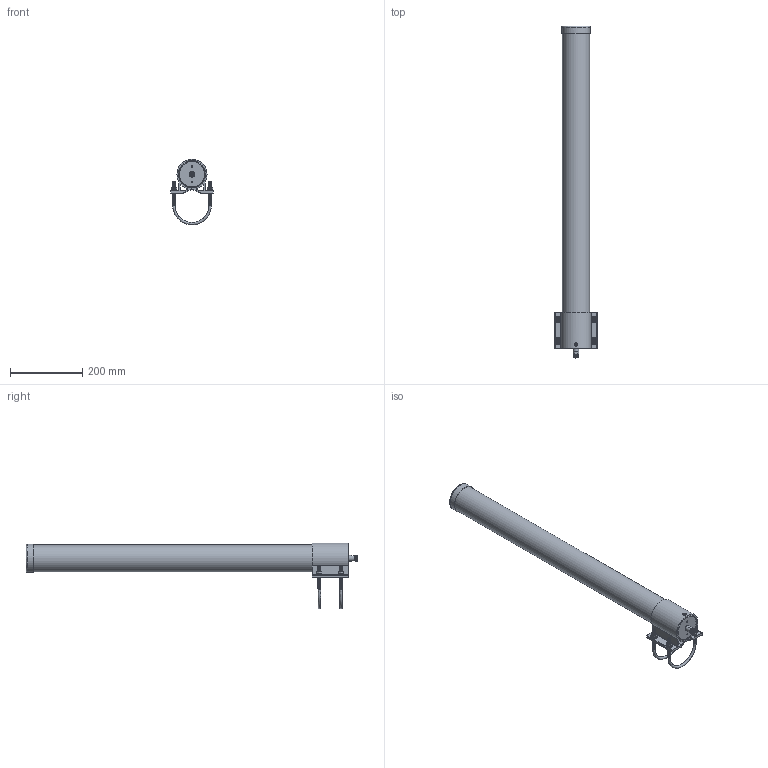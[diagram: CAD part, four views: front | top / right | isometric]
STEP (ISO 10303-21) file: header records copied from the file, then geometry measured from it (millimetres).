
FILE_DESCRIPTION (( 'STEP AP214' ), '1' );
FILE_NAME ('PE51OM1035_3D.STEP', '2021-05-20T12:38:56', ( '' ), ( '' ), 'SwSTEP 2.0', 'SolidWorks 2020', '' );
FILE_SCHEMA (( 'AUTOMOTIVE_DESIGN' ));
Length unit declared in the file: millimetre
Products named in the file (11): Copy of L727WM6513AN_09^PE51OM1035; Copy of L69FG8E^PE51OM1035; Copy of L727FG6E_07^PE51OM1035; Copy of DIANPIAN_8^PE51OM1035; Copy of LUOMU_M8^PE51OM1035; PE51OM1035_3D; Copy of L638FG7D^PE51OM1035; Copy of TANJIE_8^PE51OM1035; Copy of L727FG3RN_05^PE51OM1035; Copy of KM4X10^PE51OM1035; Copy of UGAN^PE51OM1035
Assembly tree (21 placements, depth 2):
  PE51OM1035_3D
    Copy of L638FG7D^PE51OM1035
    Copy of L69FG8E^PE51OM1035
    Copy of L727FG6E_07^PE51OM1035
    Copy of L727FG3RN_05^PE51OM1035
    Copy of L727WM6513AN_09^PE51OM1035
    Copy of KM4X10^PE51OM1035  x2
    Copy of UGAN^PE51OM1035  x2
    Copy of DIANPIAN_8^PE51OM1035  x4
    Copy of TANJIE_8^PE51OM1035  x4
    Copy of LUOMU_M8^PE51OM1035  x4
Bounding box: 118 x 918 x 181.67 mm (x, y, z)
Volume: 687992.7 mm3; surface area: 544442.2 mm2
Topology: 21 solids, 21 shells, 566 faces, 2209 edges, 1693 vertices
Faces by surface type: bspline 196, plane 170, cylinder 117, cone 83
Full cylindrical faces by diameter (mm): 1.8 x1, 3.04 x1, 3.2 x1, 3.5 x4, 4 x2, 4.2 x2, 5 x1, 7 x4, 8.1 x4, 8.5 x4, 10 x1, 13.5 x2, 15.65 x1, 18 x4, 70.4 x1, 71 x1, 75 x1, 76 x1, 76.5 x2, 78.5 x1
Entity records: 69081 total; most frequent: CARTESIAN_POINT 57773, ORIENTED_EDGE 2520, EDGE_CURVE 1260, DIRECTION 1123, VERTEX_POINT 974, B_SPLINE_CURVE_WITH_KNOTS 813, EDGE_LOOP 444, AXIS2_PLACEMENT_3D 425
